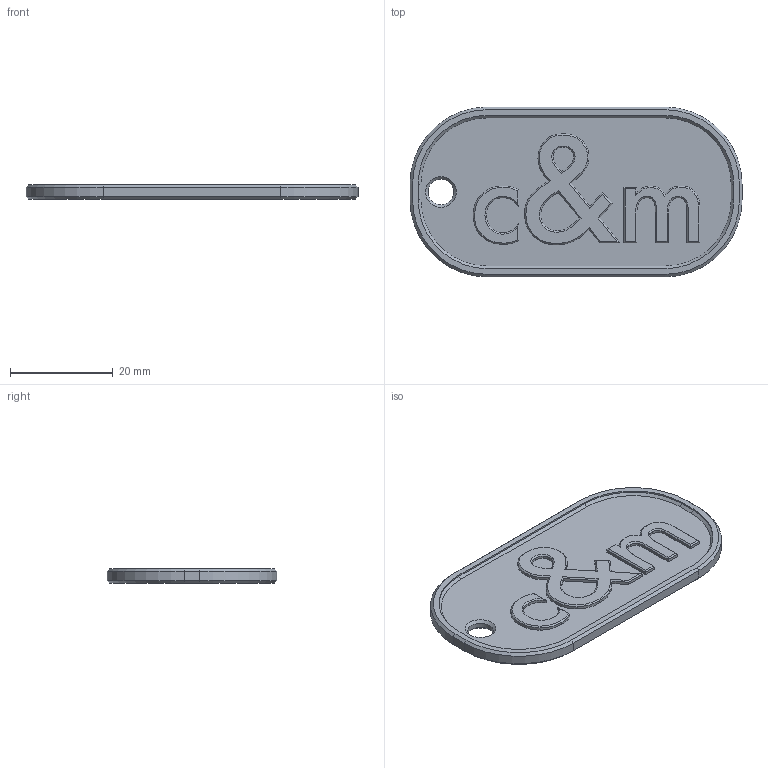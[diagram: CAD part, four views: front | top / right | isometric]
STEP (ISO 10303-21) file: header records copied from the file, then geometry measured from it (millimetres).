
FILE_DESCRIPTION(/* description */ (''),/* implementation_level */ '2;1');
FILE_NAME(/* name */ 'Luggage Tag v2 c&m v3.step',/* time_stamp */ '2025-07-06T22:45:28-07:00',/* author */ (''),/* organization */ (''),/* preprocessor_version */ 'ST-DEVELOPER v20.1',/* originating_system */ 'Autodesk Translation Framework v14.10.0.0',/* authorisation */ '');
FILE_SCHEMA (('AUTOMOTIVE_DESIGN { 1 0 10303 214 3 1 1 }'));
Length unit declared in the file: millimetre
Products named in the file (1): Luggage Tag v2 c&m
Bounding box: 64.5 x 33 x 2.8 mm (x, y, z)
Volume: 4266.8 mm3; surface area: 4472.2 mm2
Topology: 1 solids, 1 shells, 201 faces, 478 edges, 285 vertices
Faces by surface type: bspline 104, plane 74, cone 14, cylinder 9
Full cylindrical faces by diameter (mm): 5 x1
Entity records: 7695 total; most frequent: CARTESIAN_POINT 3787, ORIENTED_EDGE 956, DIRECTION 492, EDGE_CURVE 478, VERTEX_POINT 285, LINE 232, VECTOR 232, B_SPLINE_CURVE_WITH_KNOTS 214
